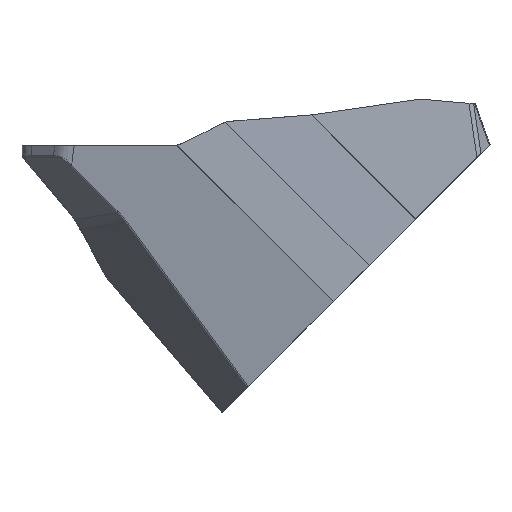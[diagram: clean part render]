
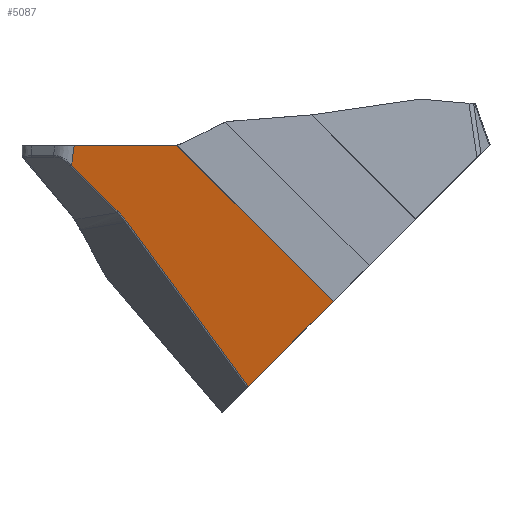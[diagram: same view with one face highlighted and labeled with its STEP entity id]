
A CAD part, left-side view. The second image highlights one B-rep face of the part: STEP entity #5087.
In plain terms, the highlighted planar face has unit normal (-0.988, 0.111, -0.111).
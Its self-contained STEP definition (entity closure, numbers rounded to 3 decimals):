
#104=PLANE('',#5446);
#161=ELLIPSE('',#5278,30.972,20.5);
#326=LINE('',#12525,#600);
#328=LINE('',#12553,#602);
#421=LINE('',#15168,#695);
#439=LINE('',#15349,#713);
#460=LINE('',#15786,#734);
#477=LINE('',#15884,#751);
#600=VECTOR('',#5939,10.);
#602=VECTOR('',#5953,10.);
#695=VECTOR('',#6294,10.);
#713=VECTOR('',#6334,10.);
#734=VECTOR('',#6371,10.);
#751=VECTOR('',#6430,10.);
#1120=FACE_OUTER_BOUND('',#1419,.T.);
#1419=EDGE_LOOP('',(#4640,#4641,#4642,#4643,#4644,#4645,#4646,#4647,#4648,
#4649));
#1801=B_SPLINE_CURVE_WITH_KNOTS('',3,(#15336,#15337,#15338,#15339),
 .UNSPECIFIED.,.F.,.F.,(4,4),(0.,0.217),.UNSPECIFIED.);
#1827=B_SPLINE_CURVE_WITH_KNOTS('',3,(#15888,#15889,#15890,#15891),
 .UNSPECIFIED.,.F.,.F.,(4,4),(-0.449,-0.219),
 .UNSPECIFIED.);
#1828=B_SPLINE_CURVE_WITH_KNOTS('',3,(#15892,#15893,#15894,#15895),
 .UNSPECIFIED.,.F.,.F.,(4,4),(-0.586,-0.449),
 .UNSPECIFIED.);
#2093=VERTEX_POINT('',#12522);
#2094=VERTEX_POINT('',#12524);
#2095=VERTEX_POINT('',#12543);
#2097=VERTEX_POINT('',#12549);
#2251=VERTEX_POINT('',#15161);
#2252=VERTEX_POINT('',#15166);
#2272=VERTEX_POINT('',#15329);
#2273=VERTEX_POINT('',#15341);
#2300=VERTEX_POINT('',#15785);
#2312=VERTEX_POINT('',#15887);
#2717=EDGE_CURVE('',#2093,#2094,#326,.T.);
#2721=EDGE_CURVE('',#2094,#2095,#161,.T.);
#2724=EDGE_CURVE('',#2095,#2097,#328,.T.);
#2989=EDGE_CURVE('',#2252,#2251,#421,.T.);
#3018=EDGE_CURVE('',#2251,#2272,#1801,.T.);
#3020=EDGE_CURVE('',#2252,#2273,#439,.T.);
#3065=EDGE_CURVE('',#2272,#2300,#460,.T.);
#3091=EDGE_CURVE('',#2300,#2093,#477,.F.);
#3092=EDGE_CURVE('',#2312,#2273,#1827,.T.);
#3093=EDGE_CURVE('',#2097,#2312,#1828,.T.);
#4640=ORIENTED_EDGE('',*,*,#3091,.F.);
#4641=ORIENTED_EDGE('',*,*,#3065,.F.);
#4642=ORIENTED_EDGE('',*,*,#3018,.F.);
#4643=ORIENTED_EDGE('',*,*,#2989,.F.);
#4644=ORIENTED_EDGE('',*,*,#3020,.T.);
#4645=ORIENTED_EDGE('',*,*,#3092,.F.);
#4646=ORIENTED_EDGE('',*,*,#3093,.F.);
#4647=ORIENTED_EDGE('',*,*,#2724,.F.);
#4648=ORIENTED_EDGE('',*,*,#2721,.F.);
#4649=ORIENTED_EDGE('',*,*,#2717,.F.);
#5087=ADVANCED_FACE('',(#1120),#104,.F.);
#5278=AXIS2_PLACEMENT_3D('',#12547,#5946,#5947);
#5446=AXIS2_PLACEMENT_3D('',#15886,#6433,#6434);
#5939=DIRECTION('',(-0.024,0.593,0.805));
#5946=DIRECTION('center_axis',(-0.988,0.111,-0.111));
#5947=DIRECTION('ref_axis',(-0.135,-0.961,0.241));
#5953=DIRECTION('',(0.,0.707,0.707));
#6294=DIRECTION('',(-0.111,-0.994,0.));
#6334=DIRECTION('',(0.111,0.994,0.));
#6371=DIRECTION('',(0.,-0.707,-0.707));
#6430=DIRECTION('',(-0.156,-0.698,0.698));
#6433=DIRECTION('center_axis',(0.988,-0.111,0.111));
#6434=DIRECTION('ref_axis',(-0.111,0.006,0.994));
#12522=CARTESIAN_POINT('',(3.55,42.847,-42.847));
#12524=CARTESIAN_POINT('',(2.644,65.509,-12.101));
#12525=CARTESIAN_POINT('',(3.444,45.492,-39.259));
#12543=CARTESIAN_POINT('',(2.616,67.116,-10.238));
#12547=CARTESIAN_POINT('Origin',(7.094,92.944,-24.396));
#12549=CARTESIAN_POINT('',(2.616,75.744,-1.61));
#12553=CARTESIAN_POINT('',(2.616,38.677,-38.677));
#15161=CARTESIAN_POINT('',(0.186,57.665,2.));
#15166=CARTESIAN_POINT('',(1.,64.929,2.));
#15168=CARTESIAN_POINT('',(-3.247,27.005,2.));
#15329=CARTESIAN_POINT('',(0.006,56.154,2.099));
#15336=CARTESIAN_POINT('Ctrl Pts',(0.186,57.665,2.));
#15337=CARTESIAN_POINT('Ctrl Pts',(0.106,56.947,2.));
#15338=CARTESIAN_POINT('Ctrl Pts',(0.055,56.517,
2.027));
#15339=CARTESIAN_POINT('Ctrl Pts',(0.006,56.154,
2.099));
#15341=CARTESIAN_POINT('',(2.16,75.288,2.));
#15349=CARTESIAN_POINT('',(-6.151,1.077,2.));
#15785=CARTESIAN_POINT('',(0.006,27.027,-27.027));
#15786=CARTESIAN_POINT('',(0.006,27.027,-27.027));
#15884=CARTESIAN_POINT('',(-3.349,12.05,-12.05));
#15886=CARTESIAN_POINT('Origin',(-5.973,0.332,-0.332));
#15887=CARTESIAN_POINT('',(2.446,75.574,-0.265));
#15888=CARTESIAN_POINT('Ctrl Pts',(2.446,75.574,-0.265));
#15889=CARTESIAN_POINT('Ctrl Pts',(2.351,75.479,0.49));
#15890=CARTESIAN_POINT('Ctrl Pts',(2.255,75.384,1.245));
#15891=CARTESIAN_POINT('Ctrl Pts',(2.16,75.288,2.));
#15892=CARTESIAN_POINT('Ctrl Pts',(2.616,75.744,-1.61));
#15893=CARTESIAN_POINT('Ctrl Pts',(2.559,75.687,-1.162));
#15894=CARTESIAN_POINT('Ctrl Pts',(2.502,75.631,-0.713));
#15895=CARTESIAN_POINT('Ctrl Pts',(2.446,75.574,-0.265));
